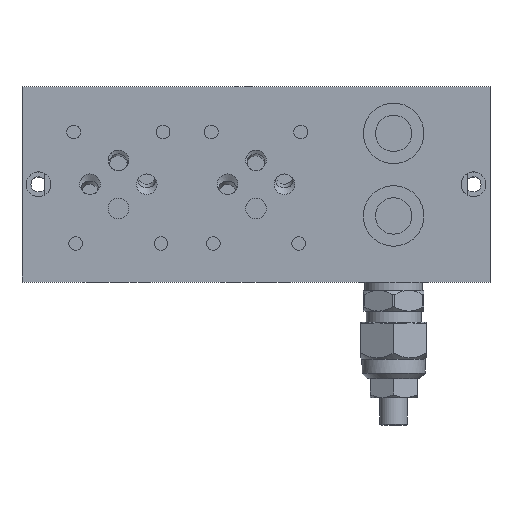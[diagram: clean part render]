
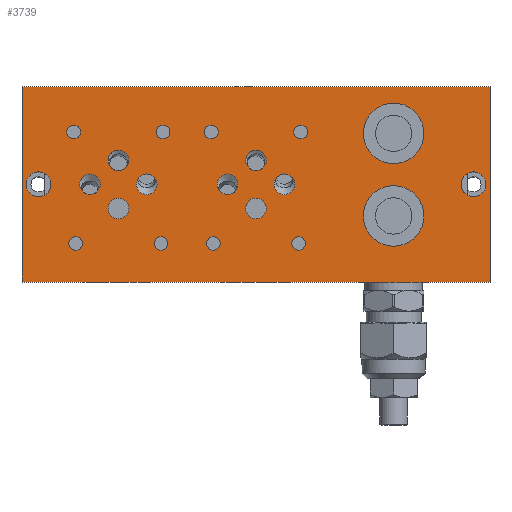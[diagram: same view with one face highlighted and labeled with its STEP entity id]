
A CAD part, top view. The second image highlights one B-rep face of the part: STEP entity #3739.
In plain terms, the highlighted planar face has unit normal (0, 0, 1).
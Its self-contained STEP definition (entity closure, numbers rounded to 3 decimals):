
#49=PLANE('',#4151);
#387=LINE('',#6507,#599);
#388=LINE('',#6510,#600);
#389=LINE('',#6512,#601);
#390=LINE('',#6514,#602);
#599=VECTOR('',#4926,1000.);
#600=VECTOR('',#4927,1000.);
#601=VECTOR('',#4928,1000.);
#602=VECTOR('',#4929,1000.);
#1075=ORIENTED_EDGE('',*,*,#1921,.T.);
#1076=ORIENTED_EDGE('',*,*,#1919,.T.);
#1077=ORIENTED_EDGE('',*,*,#1917,.T.);
#1078=ORIENTED_EDGE('',*,*,#1915,.T.);
#1079=ORIENTED_EDGE('',*,*,#1913,.T.);
#1080=ORIENTED_EDGE('',*,*,#1868,.T.);
#1081=ORIENTED_EDGE('',*,*,#1863,.T.);
#1082=ORIENTED_EDGE('',*,*,#1857,.T.);
#1083=ORIENTED_EDGE('',*,*,#1851,.T.);
#1084=ORIENTED_EDGE('',*,*,#1839,.T.);
#1085=ORIENTED_EDGE('',*,*,#1830,.T.);
#1086=ORIENTED_EDGE('',*,*,#1824,.T.);
#1087=ORIENTED_EDGE('',*,*,#1801,.T.);
#1088=ORIENTED_EDGE('',*,*,#1795,.T.);
#1089=ORIENTED_EDGE('',*,*,#1782,.T.);
#1090=ORIENTED_EDGE('',*,*,#1897,.T.);
#1091=ORIENTED_EDGE('',*,*,#1895,.T.);
#1092=ORIENTED_EDGE('',*,*,#1893,.T.);
#1093=ORIENTED_EDGE('',*,*,#1891,.T.);
#1094=ORIENTED_EDGE('',*,*,#1889,.T.);
#1095=ORIENTED_EDGE('',*,*,#2007,.T.);
#1096=ORIENTED_EDGE('',*,*,#2008,.T.);
#1097=ORIENTED_EDGE('',*,*,#2009,.T.);
#1098=ORIENTED_EDGE('',*,*,#2010,.T.);
#1782=EDGE_CURVE('',#2290,#2290,#2647,.T.);
#1795=EDGE_CURVE('',#2302,#2302,#2652,.T.);
#1801=EDGE_CURVE('',#2307,#2307,#2654,.T.);
#1824=EDGE_CURVE('',#2330,#2330,#2671,.T.);
#1830=EDGE_CURVE('',#2335,#2335,#2673,.T.);
#1839=EDGE_CURVE('',#2344,#2344,#2680,.T.);
#1851=EDGE_CURVE('',#2356,#2356,#2688,.T.);
#1857=EDGE_CURVE('',#2361,#2361,#2692,.T.);
#1863=EDGE_CURVE('',#2366,#2366,#2696,.T.);
#1868=EDGE_CURVE('',#2371,#2371,#2699,.T.);
#1889=EDGE_CURVE('',#2391,#2391,#2711,.T.);
#1891=EDGE_CURVE('',#2393,#2393,#2713,.T.);
#1893=EDGE_CURVE('',#2395,#2395,#2715,.T.);
#1895=EDGE_CURVE('',#2397,#2397,#2717,.T.);
#1897=EDGE_CURVE('',#2399,#2399,#2719,.T.);
#1913=EDGE_CURVE('',#2415,#2415,#2729,.T.);
#1915=EDGE_CURVE('',#2417,#2417,#2731,.T.);
#1917=EDGE_CURVE('',#2419,#2419,#2733,.T.);
#1919=EDGE_CURVE('',#2421,#2421,#2735,.T.);
#1921=EDGE_CURVE('',#2423,#2423,#2737,.T.);
#2007=EDGE_CURVE('',#2478,#2479,#387,.T.);
#2008=EDGE_CURVE('',#2479,#2480,#388,.T.);
#2009=EDGE_CURVE('',#2480,#2481,#389,.T.);
#2010=EDGE_CURVE('',#2481,#2478,#390,.T.);
#2290=VERTEX_POINT('',#5624);
#2302=VERTEX_POINT('',#5715);
#2307=VERTEX_POINT('',#5807);
#2330=VERTEX_POINT('',#5861);
#2335=VERTEX_POINT('',#5953);
#2344=VERTEX_POINT('',#5974);
#2356=VERTEX_POINT('',#6001);
#2361=VERTEX_POINT('',#6077);
#2366=VERTEX_POINT('',#6153);
#2371=VERTEX_POINT('',#6164);
#2391=VERTEX_POINT('',#6217);
#2393=VERTEX_POINT('',#6222);
#2395=VERTEX_POINT('',#6227);
#2397=VERTEX_POINT('',#6232);
#2399=VERTEX_POINT('',#6237);
#2415=VERTEX_POINT('',#6280);
#2417=VERTEX_POINT('',#6285);
#2419=VERTEX_POINT('',#6290);
#2421=VERTEX_POINT('',#6295);
#2423=VERTEX_POINT('',#6300);
#2478=VERTEX_POINT('',#6508);
#2479=VERTEX_POINT('',#6509);
#2480=VERTEX_POINT('',#6511);
#2481=VERTEX_POINT('',#6513);
#2647=CIRCLE('',#3932,3.75);
#2652=CIRCLE('',#3941,3.75);
#2654=CIRCLE('',#3945,3.75);
#2671=CIRCLE('',#3970,11.);
#2673=CIRCLE('',#3974,3.75);
#2680=CIRCLE('',#3984,11.);
#2688=CIRCLE('',#3995,4.5);
#2692=CIRCLE('',#4002,3.75);
#2696=CIRCLE('',#4009,3.75);
#2699=CIRCLE('',#4013,4.5);
#2711=CIRCLE('',#4031,2.5);
#2713=CIRCLE('',#4034,2.5);
#2715=CIRCLE('',#4037,2.5);
#2717=CIRCLE('',#4040,2.5);
#2719=CIRCLE('',#4043,3.75);
#2729=CIRCLE('',#4070,3.75);
#2731=CIRCLE('',#4073,2.5);
#2733=CIRCLE('',#4076,2.5);
#2735=CIRCLE('',#4079,2.5);
#2737=CIRCLE('',#4082,2.5);
#3003=EDGE_LOOP('',(#1075));
#3004=EDGE_LOOP('',(#1076));
#3005=EDGE_LOOP('',(#1077));
#3006=EDGE_LOOP('',(#1078));
#3007=EDGE_LOOP('',(#1079));
#3008=EDGE_LOOP('',(#1080));
#3009=EDGE_LOOP('',(#1081));
#3010=EDGE_LOOP('',(#1082));
#3011=EDGE_LOOP('',(#1083));
#3012=EDGE_LOOP('',(#1084));
#3013=EDGE_LOOP('',(#1085));
#3014=EDGE_LOOP('',(#1086));
#3015=EDGE_LOOP('',(#1087));
#3016=EDGE_LOOP('',(#1088));
#3017=EDGE_LOOP('',(#1089));
#3018=EDGE_LOOP('',(#1090));
#3019=EDGE_LOOP('',(#1091));
#3020=EDGE_LOOP('',(#1092));
#3021=EDGE_LOOP('',(#1093));
#3022=EDGE_LOOP('',(#1094));
#3023=EDGE_LOOP('',(#1095,#1096,#1097,#1098));
#3371=FACE_BOUND('',#3003,.T.);
#3372=FACE_BOUND('',#3004,.T.);
#3373=FACE_BOUND('',#3005,.T.);
#3374=FACE_BOUND('',#3006,.T.);
#3375=FACE_BOUND('',#3007,.T.);
#3376=FACE_BOUND('',#3008,.T.);
#3377=FACE_BOUND('',#3009,.T.);
#3378=FACE_BOUND('',#3010,.T.);
#3379=FACE_BOUND('',#3011,.T.);
#3380=FACE_BOUND('',#3012,.T.);
#3381=FACE_BOUND('',#3013,.T.);
#3382=FACE_BOUND('',#3014,.T.);
#3383=FACE_BOUND('',#3015,.T.);
#3384=FACE_BOUND('',#3016,.T.);
#3385=FACE_BOUND('',#3017,.T.);
#3386=FACE_BOUND('',#3018,.T.);
#3387=FACE_BOUND('',#3019,.T.);
#3388=FACE_BOUND('',#3020,.T.);
#3389=FACE_BOUND('',#3021,.T.);
#3390=FACE_BOUND('',#3022,.T.);
#3391=FACE_BOUND('',#3023,.T.);
#3739=ADVANCED_FACE('',(#3371,#3372,#3373,#3374,#3375,#3376,#3377,#3378,
#3379,#3380,#3381,#3382,#3383,#3384,#3385,#3386,#3387,#3388,#3389,#3390,
#3391),#49,.T.);
#3932=AXIS2_PLACEMENT_3D('',#5623,#4419,#4420);
#3941=AXIS2_PLACEMENT_3D('',#5714,#4437,#4438);
#3945=AXIS2_PLACEMENT_3D('',#5806,#4445,#4446);
#3970=AXIS2_PLACEMENT_3D('',#5860,#4501,#4502);
#3974=AXIS2_PLACEMENT_3D('',#5952,#4509,#4510);
#3984=AXIS2_PLACEMENT_3D('',#5973,#4531,#4532);
#3995=AXIS2_PLACEMENT_3D('',#6000,#4557,#4558);
#4002=AXIS2_PLACEMENT_3D('',#6076,#4571,#4572);
#4009=AXIS2_PLACEMENT_3D('',#6152,#4585,#4586);
#4013=AXIS2_PLACEMENT_3D('',#6163,#4595,#4596);
#4031=AXIS2_PLACEMENT_3D('',#6216,#4637,#4638);
#4034=AXIS2_PLACEMENT_3D('',#6221,#4643,#4644);
#4037=AXIS2_PLACEMENT_3D('',#6226,#4649,#4650);
#4040=AXIS2_PLACEMENT_3D('',#6231,#4655,#4656);
#4043=AXIS2_PLACEMENT_3D('',#6236,#4661,#4662);
#4070=AXIS2_PLACEMENT_3D('',#6279,#4715,#4716);
#4073=AXIS2_PLACEMENT_3D('',#6284,#4721,#4722);
#4076=AXIS2_PLACEMENT_3D('',#6289,#4727,#4728);
#4079=AXIS2_PLACEMENT_3D('',#6294,#4733,#4734);
#4082=AXIS2_PLACEMENT_3D('',#6299,#4739,#4740);
#4151=AXIS2_PLACEMENT_3D('',#6506,#4924,#4925);
#4419=DIRECTION('',(0.,0.,-1.));
#4420=DIRECTION('',(1.,0.,0.));
#4437=DIRECTION('',(0.,0.,-1.));
#4438=DIRECTION('',(1.,0.,0.));
#4445=DIRECTION('',(0.,0.,-1.));
#4446=DIRECTION('',(1.,0.,0.));
#4501=DIRECTION('',(0.,0.,-1.));
#4502=DIRECTION('',(1.,0.,0.));
#4509=DIRECTION('',(0.,0.,-1.));
#4510=DIRECTION('',(1.,0.,0.));
#4531=DIRECTION('',(0.,0.,-1.));
#4532=DIRECTION('',(1.,0.,0.));
#4557=DIRECTION('',(0.,0.,-1.));
#4558=DIRECTION('',(1.,0.,0.));
#4571=DIRECTION('',(0.,0.,-1.));
#4572=DIRECTION('',(1.,0.,0.));
#4585=DIRECTION('',(0.,0.,-1.));
#4586=DIRECTION('',(1.,0.,0.));
#4595=DIRECTION('',(0.,0.,-1.));
#4596=DIRECTION('',(1.,0.,0.));
#4637=DIRECTION('',(0.,0.,-1.));
#4638=DIRECTION('',(1.,0.,0.));
#4643=DIRECTION('',(0.,0.,-1.));
#4644=DIRECTION('',(1.,0.,0.));
#4649=DIRECTION('',(0.,0.,-1.));
#4650=DIRECTION('',(1.,0.,0.));
#4655=DIRECTION('',(0.,0.,-1.));
#4656=DIRECTION('',(1.,0.,0.));
#4661=DIRECTION('',(0.,0.,-1.));
#4662=DIRECTION('',(1.,0.,0.));
#4715=DIRECTION('',(0.,0.,-1.));
#4716=DIRECTION('',(1.,0.,0.));
#4721=DIRECTION('',(0.,0.,-1.));
#4722=DIRECTION('',(1.,0.,0.));
#4727=DIRECTION('',(0.,0.,-1.));
#4728=DIRECTION('',(1.,0.,0.));
#4733=DIRECTION('',(0.,0.,-1.));
#4734=DIRECTION('',(1.,0.,0.));
#4739=DIRECTION('',(0.,0.,-1.));
#4740=DIRECTION('',(1.,0.,0.));
#4924=DIRECTION('',(0.,0.,1.));
#4925=DIRECTION('',(1.,0.,0.));
#4926=DIRECTION('',(0.,1.,0.));
#4927=DIRECTION('',(-1.,0.,0.));
#4928=DIRECTION('',(0.,-1.,0.));
#4929=DIRECTION('',(1.,0.,0.));
#5623=CARTESIAN_POINT('',(500.8,35.5,115.5));
#5624=CARTESIAN_POINT('',(504.55,35.5,115.5));
#5714=CARTESIAN_POINT('',(550.8,35.5,115.5));
#5715=CARTESIAN_POINT('',(554.55,35.5,115.5));
#5806=CARTESIAN_POINT('',(480.2,35.5,115.5));
#5807=CARTESIAN_POINT('',(483.95,35.5,115.5));
#5860=CARTESIAN_POINT('',(590.5,24.,115.5));
#5861=CARTESIAN_POINT('',(601.5,24.,115.5));
#5952=CARTESIAN_POINT('',(530.2,35.5,115.5));
#5953=CARTESIAN_POINT('',(533.95,35.5,115.5));
#5973=CARTESIAN_POINT('',(590.5,54.,115.5));
#5974=CARTESIAN_POINT('',(601.5,54.,115.5));
#6000=CARTESIAN_POINT('',(461.5,35.5,115.5));
#6001=CARTESIAN_POINT('',(466.,35.5,115.5));
#6076=CARTESIAN_POINT('',(490.5,44.2,115.5));
#6077=CARTESIAN_POINT('',(494.25,44.2,115.5));
#6152=CARTESIAN_POINT('',(540.5,44.2,115.5));
#6153=CARTESIAN_POINT('',(544.25,44.2,115.5));
#6163=CARTESIAN_POINT('',(619.5,35.5,115.5));
#6164=CARTESIAN_POINT('',(624.,35.5,115.5));
#6216=CARTESIAN_POINT('',(524.25,54.5,115.5));
#6217=CARTESIAN_POINT('',(526.75,54.5,115.5));
#6221=CARTESIAN_POINT('',(474.25,54.5,115.5));
#6222=CARTESIAN_POINT('',(476.75,54.5,115.5));
#6226=CARTESIAN_POINT('',(525.,14.,115.5));
#6227=CARTESIAN_POINT('',(527.5,14.,115.5));
#6231=CARTESIAN_POINT('',(475.,14.,115.5));
#6232=CARTESIAN_POINT('',(477.5,14.,115.5));
#6236=CARTESIAN_POINT('',(490.5,26.7,115.5));
#6237=CARTESIAN_POINT('',(494.25,26.7,115.5));
#6279=CARTESIAN_POINT('',(540.5,26.7,115.5));
#6280=CARTESIAN_POINT('',(544.25,26.7,115.5));
#6284=CARTESIAN_POINT('',(506.,14.,115.5));
#6285=CARTESIAN_POINT('',(508.5,14.,115.5));
#6289=CARTESIAN_POINT('',(556.,14.,115.5));
#6290=CARTESIAN_POINT('',(558.5,14.,115.5));
#6294=CARTESIAN_POINT('',(506.75,54.5,115.5));
#6295=CARTESIAN_POINT('',(509.25,54.5,115.5));
#6299=CARTESIAN_POINT('',(556.75,54.5,115.5));
#6300=CARTESIAN_POINT('',(559.25,54.5,115.5));
#6506=CARTESIAN_POINT('',(540.5,35.5,115.5));
#6507=CARTESIAN_POINT('',(625.5,35.5,115.5));
#6508=CARTESIAN_POINT('',(625.5,0.,115.5));
#6509=CARTESIAN_POINT('',(625.5,71.,115.5));
#6510=CARTESIAN_POINT('',(540.5,71.,115.5));
#6511=CARTESIAN_POINT('',(455.5,71.,115.5));
#6512=CARTESIAN_POINT('',(455.5,35.5,115.5));
#6513=CARTESIAN_POINT('',(455.5,0.,115.5));
#6514=CARTESIAN_POINT('',(540.5,0.,115.5));
